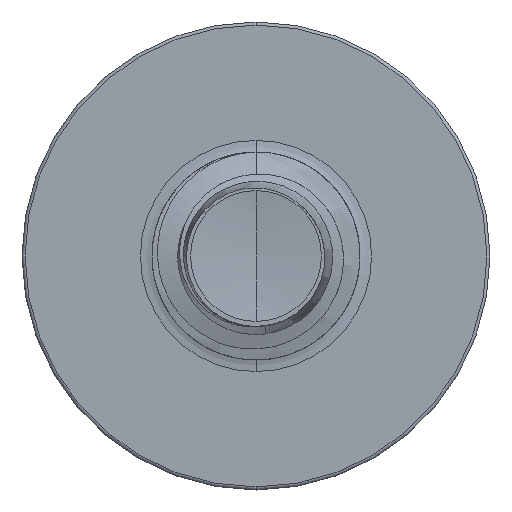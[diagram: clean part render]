
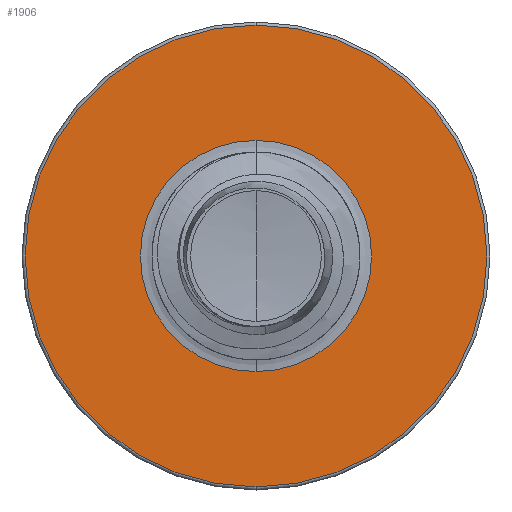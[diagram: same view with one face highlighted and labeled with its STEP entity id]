
A CAD part, front view. The second image highlights one B-rep face of the part: STEP entity #1906.
In plain terms, the highlighted planar face has unit normal (0, -1, 0).
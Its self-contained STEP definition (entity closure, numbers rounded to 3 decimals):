
#1906 = ADVANCED_FACE ( 'NONE', ( #5134, #12737 ), #23214, .F. ) ;
#1956 = CARTESIAN_POINT ( 'NONE',  ( 0., 7.5, -1.112 ) ) ;
#2017 = EDGE_CURVE ( 'NONE', #23070, #19416, #23163, .T. ) ;
#4751 = DIRECTION ( 'NONE',  ( 0., 0., 1. ) ) ;
#4763 = DIRECTION ( 'NONE',  ( 0., 1., 0. ) ) ;
#4806 = CARTESIAN_POINT ( 'NONE',  ( 0., 7.5, 0. ) ) ;
#4988 = DIRECTION ( 'NONE',  ( 0., 0., 1. ) ) ;
#5038 = DIRECTION ( 'NONE',  ( 0., 1., 0. ) ) ;
#5046 = CARTESIAN_POINT ( 'NONE',  ( 0., 7.5, 0. ) ) ;
#5134 = FACE_OUTER_BOUND ( 'NONE', #10333, .T. ) ;
#5268 = DIRECTION ( 'NONE',  ( 0., 0., 1. ) ) ;
#5310 = DIRECTION ( 'NONE',  ( 0., 1., 0. ) ) ;
#5318 = CARTESIAN_POINT ( 'NONE',  ( 0., 7.5, 0. ) ) ;
#5323 = ORIENTED_EDGE ( 'NONE', *, *, #15345, .F. ) ;
#5473 = ORIENTED_EDGE ( 'NONE', *, *, #12386, .T. ) ;
#6335 = ORIENTED_EDGE ( 'NONE', *, *, #2017, .T. ) ;
#7352 = VERTEX_POINT ( 'NONE', #18774 ) ;
#9882 = AXIS2_PLACEMENT_3D ( 'NONE', #5318, #5310, #5268 ) ;
#10333 = EDGE_LOOP ( 'NONE', ( #5323, #18327 ) ) ;
#11114 = EDGE_LOOP ( 'NONE', ( #5473, #6335 ) ) ;
#11525 = AXIS2_PLACEMENT_3D ( 'NONE', #4806, #4763, #4751 ) ;
#12340 = CARTESIAN_POINT ( 'NONE',  ( 0., 7.5, 1.112 ) ) ;
#12386 = EDGE_CURVE ( 'NONE', #19416, #23070, #15460, .T. ) ;
#12435 = EDGE_CURVE ( 'NONE', #7352, #23465, #22006, .T. ) ;
#12737 = FACE_BOUND ( 'NONE', #11114, .T. ) ;
#15042 = AXIS2_PLACEMENT_3D ( 'NONE', #5046, #5038, #4988 ) ;
#15345 = EDGE_CURVE ( 'NONE', #23465, #7352, #23096, .T. ) ;
#15460 = CIRCLE ( 'NONE', #9882, 1.112 ) ;
#16083 = AXIS2_PLACEMENT_3D ( 'NONE', #23305, #23109, #23069 ) ;
#17458 = AXIS2_PLACEMENT_3D ( 'NONE', #22699, #22694, #22688 ) ;
#18327 = ORIENTED_EDGE ( 'NONE', *, *, #12435, .F. ) ;
#18774 = CARTESIAN_POINT ( 'NONE',  ( 0., 7.5, -2.22 ) ) ;
#19416 = VERTEX_POINT ( 'NONE', #12340 ) ;
#19943 = CARTESIAN_POINT ( 'NONE',  ( 0., 7.5, 2.22 ) ) ;
#22006 = CIRCLE ( 'NONE', #15042, 2.22 ) ;
#22688 = DIRECTION ( 'NONE',  ( 0., 0., 1. ) ) ;
#22694 = DIRECTION ( 'NONE',  ( 0., 1., 0. ) ) ;
#22699 = CARTESIAN_POINT ( 'NONE',  ( 0., 7.5, 0. ) ) ;
#23069 = DIRECTION ( 'NONE',  ( 0., 0., 1. ) ) ;
#23070 = VERTEX_POINT ( 'NONE', #1956 ) ;
#23096 = CIRCLE ( 'NONE', #11525, 2.22 ) ;
#23109 = DIRECTION ( 'NONE',  ( 0., 1., 0. ) ) ;
#23163 = CIRCLE ( 'NONE', #17458, 1.112 ) ;
#23214 = PLANE ( 'NONE',  #16083 ) ;
#23305 = CARTESIAN_POINT ( 'NONE',  ( 0., 7.5, -1.112 ) ) ;
#23465 = VERTEX_POINT ( 'NONE', #19943 ) ;
